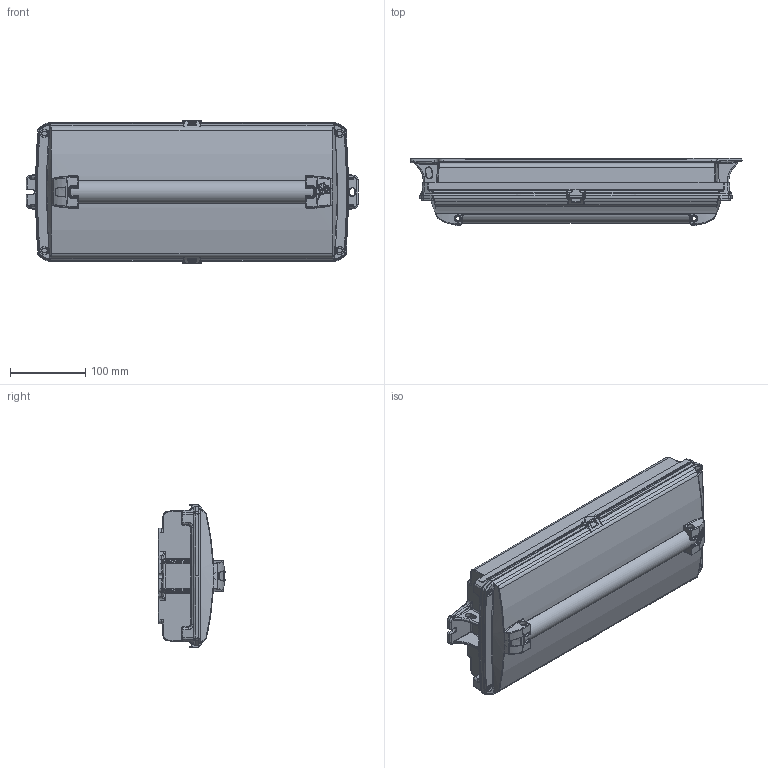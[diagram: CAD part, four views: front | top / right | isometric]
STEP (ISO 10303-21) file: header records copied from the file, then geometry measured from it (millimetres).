
FILE_DESCRIPTION (( 'STEP AP214' ), '1' );
FILE_NAME ('2019-07-23_6102_Diffusor.STEP', '2019-07-23T08:30:37', ( '' ), ( '' ), 'SwSTEP 2.0', 'SolidWorks 2018', '' );
FILE_SCHEMA (( 'AUTOMOTIVE_DESIGN' ));
Length unit declared in the file: millimetre
Products named in the file (1): 2019-07-23_6102_Diffusor
Bounding box: 440.28 x 89.54 x 190.82 mm (x, y, z)
Surface area: 252256 mm2 (no closed solid volume)
Topology: 0 solids, 46 shells, 1546 faces, 4889 edges, 3225 vertices
Faces by surface type: bspline 619, cylinder 479, plane 318, torus 83, cone 33, sphere 14
Entity records: 92295 total; most frequent: CARTESIAN_POINT 39245, ORIENTED_EDGE 7872, DIRECTION 6140, EDGE_CURVE 4854, VERTEX_POINT 3221, AXIS2_PLACEMENT_3D 2294, EDGE_LOOP 1603, LINE 1552
